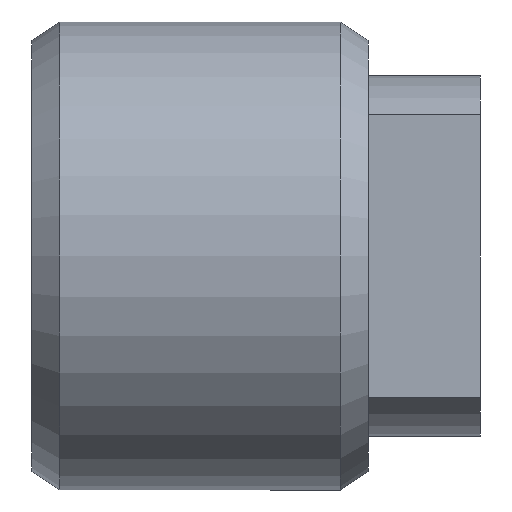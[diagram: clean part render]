
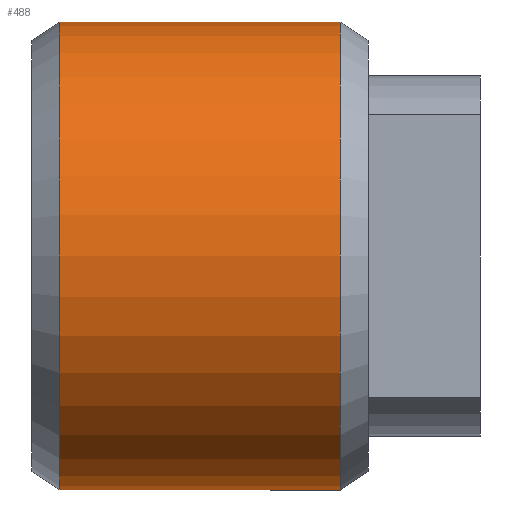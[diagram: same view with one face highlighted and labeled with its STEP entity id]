
A CAD part, front view. The second image highlights one B-rep face of the part: STEP entity #488.
In plain terms, the highlighted cylindrical face has radius 12.525 mm (diameter 25.05 mm), a partial arc.
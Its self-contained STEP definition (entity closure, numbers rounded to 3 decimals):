
#8 = EDGE_CURVE ( 'NONE', #220, #212, #146, .T. ) ;
#27 = VERTEX_POINT ( 'NONE', #404 ) ;
#36 = FACE_OUTER_BOUND ( 'NONE', #285, .T. ) ;
#47 = DIRECTION ( 'NONE',  ( -1., 0., 0. ) ) ;
#56 = EDGE_CURVE ( 'NONE', #212, #27, #628, .T. ) ;
#98 = DIRECTION ( 'NONE',  ( -1., 0., 0. ) ) ;
#146 = LINE ( 'NONE', #614, #374 ) ;
#160 = AXIS2_PLACEMENT_3D ( 'NONE', #333, #236, #591 ) ;
#180 = ORIENTED_EDGE ( 'NONE', *, *, #265, .T. ) ;
#181 = CARTESIAN_POINT ( 'NONE',  ( 8.318, 0., -12.525 ) ) ;
#187 = CARTESIAN_POINT ( 'NONE',  ( -6.682, 0., -12.525 ) ) ;
#195 = EDGE_CURVE ( 'NONE', #220, #356, #459, .T. ) ;
#202 = CARTESIAN_POINT ( 'NONE',  ( -6.682, 0., 0. ) ) ;
#203 = ORIENTED_EDGE ( 'NONE', *, *, #8, .F. ) ;
#212 = VERTEX_POINT ( 'NONE', #187 ) ;
#220 = VERTEX_POINT ( 'NONE', #181 ) ;
#236 = DIRECTION ( 'NONE',  ( -1., 0., 0. ) ) ;
#243 = LINE ( 'NONE', #451, #539 ) ;
#265 = EDGE_CURVE ( 'NONE', #356, #27, #243, .T. ) ;
#278 = ORIENTED_EDGE ( 'NONE', *, *, #195, .T. ) ;
#285 = EDGE_LOOP ( 'NONE', ( #203, #278, #180, #469 ) ) ;
#294 = CYLINDRICAL_SURFACE ( 'NONE', #160, 12.525 ) ;
#333 = CARTESIAN_POINT ( 'NONE',  ( -142.529, 0., 0. ) ) ;
#356 = VERTEX_POINT ( 'NONE', #364 ) ;
#364 = CARTESIAN_POINT ( 'NONE',  ( 8.318, 0., 12.525 ) ) ;
#374 = VECTOR ( 'NONE', #98, 1000. ) ;
#383 = DIRECTION ( 'NONE',  ( 0., 0., 1. ) ) ;
#399 = DIRECTION ( 'NONE',  ( -1., 0., 0. ) ) ;
#404 = CARTESIAN_POINT ( 'NONE',  ( -6.682, 0., 12.525 ) ) ;
#409 = DIRECTION ( 'NONE',  ( 0., 0., 1. ) ) ;
#427 = AXIS2_PLACEMENT_3D ( 'NONE', #202, #47, #409 ) ;
#451 = CARTESIAN_POINT ( 'NONE',  ( -142.529, 0., 12.525 ) ) ;
#459 = CIRCLE ( 'NONE', #543, 12.525 ) ;
#469 = ORIENTED_EDGE ( 'NONE', *, *, #56, .F. ) ;
#488 = ADVANCED_FACE ( 'NONE', ( #36 ), #294, .T. ) ;
#539 = VECTOR ( 'NONE', #399, 1000. ) ;
#543 = AXIS2_PLACEMENT_3D ( 'NONE', #588, #595, #383 ) ;
#588 = CARTESIAN_POINT ( 'NONE',  ( 8.318, 0., 0. ) ) ;
#591 = DIRECTION ( 'NONE',  ( 0., 0., 1. ) ) ;
#595 = DIRECTION ( 'NONE',  ( -1., 0., 0. ) ) ;
#614 = CARTESIAN_POINT ( 'NONE',  ( -142.529, 0., -12.525 ) ) ;
#628 = CIRCLE ( 'NONE', #427, 12.525 ) ;
